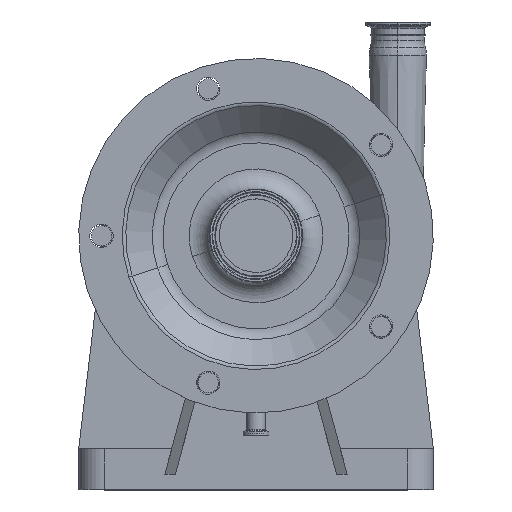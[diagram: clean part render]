
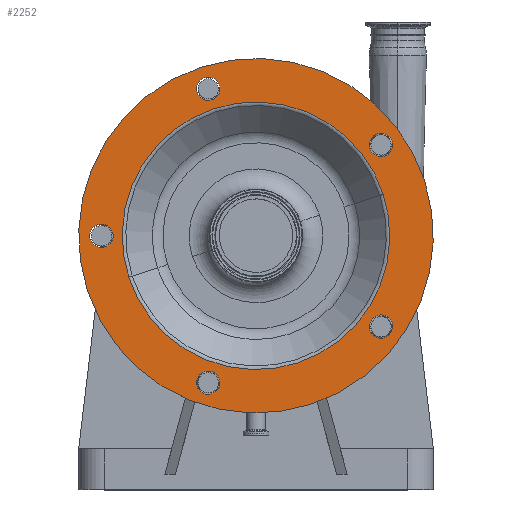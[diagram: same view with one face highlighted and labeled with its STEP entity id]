
A CAD part, top view. The second image highlights one B-rep face of the part: STEP entity #2252.
In plain terms, the highlighted planar face has unit normal (0, 0, 1).
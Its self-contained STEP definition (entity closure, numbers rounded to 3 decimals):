
#97 = EDGE_LOOP ( 'NONE', ( #3120, #3164 ) ) ;
#135 = DIRECTION ( 'NONE',  ( 0.951, 0.309, 0. ) ) ;
#252 = VERTEX_POINT ( 'NONE', #8580 ) ;
#499 = CIRCLE ( 'NONE', #13520, 11.5 ) ;
#595 = DIRECTION ( 'NONE',  ( 0.951, 0.309, 0. ) ) ;
#951 = CARTESIAN_POINT ( 'NONE',  ( -36.188, 148.59, 289.5 ) ) ;
#960 = DIRECTION ( 'NONE',  ( 0.951, 0.309, 0. ) ) ;
#1242 = CARTESIAN_POINT ( 'NONE',  ( 112.438, -93.191, 289.5 ) ) ;
#1249 = CIRCLE ( 'NONE', #11025, 175. ) ;
#1417 = VERTEX_POINT ( 'NONE', #12750 ) ;
#1526 = AXIS2_PLACEMENT_3D ( 'NONE', #8545, #2132, #9682 ) ;
#1801 = DIRECTION ( 'NONE',  ( -0.951, -0.309, 0. ) ) ;
#1872 = DIRECTION ( 'NONE',  ( 0., 0., 1. ) ) ;
#2132 = DIRECTION ( 'NONE',  ( 0., 0., 1. ) ) ;
#2252 = ADVANCED_FACE ( 'NONE', ( #14033, #12422, #13660, #13304, #13677, #11341, #10994 ), #5983, .F. ) ;
#2379 = CARTESIAN_POINT ( 'NONE',  ( -36.188, -141.482, 289.5 ) ) ;
#2488 = EDGE_CURVE ( 'NONE', #7604, #1417, #499, .T. ) ;
#2509 = CARTESIAN_POINT ( 'NONE',  ( 134.312, -86.084, 289.5 ) ) ;
#2618 = EDGE_CURVE ( 'NONE', #8041, #5885, #5427, .T. ) ;
#2715 = EDGE_CURVE ( 'NONE', #10022, #252, #12116, .T. ) ;
#2789 = AXIS2_PLACEMENT_3D ( 'NONE', #13396, #6620, #135 ) ;
#2794 = EDGE_CURVE ( 'NONE', #12383, #10415, #13053, .T. ) ;
#2819 = CARTESIAN_POINT ( 'NONE',  ( 0., 0., 289.5 ) ) ;
#2858 = DIRECTION ( 'NONE',  ( 0., 0., 1. ) ) ;
#2887 = EDGE_CURVE ( 'NONE', #3651, #12370, #7545, .T. ) ;
#2920 = DIRECTION ( 'NONE',  ( 0., 0., 1. ) ) ;
#2953 = CARTESIAN_POINT ( 'NONE',  ( 123.375, 89.637, 289.5 ) ) ;
#3033 = EDGE_CURVE ( 'NONE', #11057, #11872, #1249, .T. ) ;
#3057 = ORIENTED_EDGE ( 'NONE', *, *, #5287, .F. ) ;
#3078 = ORIENTED_EDGE ( 'NONE', *, *, #2488, .F. ) ;
#3120 = ORIENTED_EDGE ( 'NONE', *, *, #5369, .F. ) ;
#3164 = ORIENTED_EDGE ( 'NONE', *, *, #2887, .F. ) ;
#3171 = EDGE_CURVE ( 'NONE', #7900, #4949, #4564, .T. ) ;
#3194 = ORIENTED_EDGE ( 'NONE', *, *, #5398, .F. ) ;
#3197 = ORIENTED_EDGE ( 'NONE', *, *, #2794, .F. ) ;
#3211 = ORIENTED_EDGE ( 'NONE', *, *, #5491, .F. ) ;
#3219 = AXIS2_PLACEMENT_3D ( 'NONE', #14199, #7403, #960 ) ;
#3281 = ORIENTED_EDGE ( 'NONE', *, *, #2715, .F. ) ;
#3303 = ORIENTED_EDGE ( 'NONE', *, *, #3171, .T. ) ;
#3337 = ORIENTED_EDGE ( 'NONE', *, *, #5269, .T. ) ;
#3370 = ORIENTED_EDGE ( 'NONE', *, *, #3033, .F. ) ;
#3387 = ORIENTED_EDGE ( 'NONE', *, *, #5506, .F. ) ;
#3410 = CARTESIAN_POINT ( 'NONE',  ( 0., 0., 289.5 ) ) ;
#3439 = ORIENTED_EDGE ( 'NONE', *, *, #5510, .F. ) ;
#3486 = ORIENTED_EDGE ( 'NONE', *, *, #2618, .F. ) ;
#3651 = VERTEX_POINT ( 'NONE', #9858 ) ;
#3658 = CARTESIAN_POINT ( 'NONE',  ( -166.435, -54.078, 289.5 ) ) ;
#3881 = DIRECTION ( 'NONE',  ( -0.951, -0.309, 0. ) ) ;
#3970 = CARTESIAN_POINT ( 'NONE',  ( 123.375, -89.637, 289.5 ) ) ;
#4015 = DIRECTION ( 'NONE',  ( 0.951, 0.309, 0. ) ) ;
#4418 = DIRECTION ( 'NONE',  ( 0., 0., 1. ) ) ;
#4454 = DIRECTION ( 'NONE',  ( -0.951, -0.309, 0. ) ) ;
#4564 = CIRCLE ( 'NONE', #6047, 132.071 ) ;
#4672 = DIRECTION ( 'NONE',  ( 0., 0., -1. ) ) ;
#4949 = VERTEX_POINT ( 'NONE', #5450 ) ;
#4989 = DIRECTION ( 'NONE',  ( 0.951, 0.309, 0. ) ) ;
#5194 = CARTESIAN_POINT ( 'NONE',  ( -125.607, -40.812, 289.5 ) ) ;
#5269 = EDGE_CURVE ( 'NONE', #4949, #7900, #11754, .T. ) ;
#5287 = EDGE_CURVE ( 'NONE', #1417, #7604, #11541, .T. ) ;
#5369 = EDGE_CURVE ( 'NONE', #12370, #3651, #11570, .T. ) ;
#5398 = EDGE_CURVE ( 'NONE', #10415, #12383, #11527, .T. ) ;
#5427 = CIRCLE ( 'NONE', #3219, 11.5 ) ;
#5450 = CARTESIAN_POINT ( 'NONE',  ( 125.607, 40.812, 289.5 ) ) ;
#5491 = EDGE_CURVE ( 'NONE', #252, #10022, #11692, .T. ) ;
#5506 = EDGE_CURVE ( 'NONE', #11872, #11057, #11506, .T. ) ;
#5510 = EDGE_CURVE ( 'NONE', #5885, #8041, #11512, .T. ) ;
#5885 = VERTEX_POINT ( 'NONE', #951 ) ;
#5983 = PLANE ( 'NONE',  #7294 ) ;
#6047 = AXIS2_PLACEMENT_3D ( 'NONE', #11249, #4672, #12374 ) ;
#6048 = DIRECTION ( 'NONE',  ( 0., 0., -1. ) ) ;
#6620 = DIRECTION ( 'NONE',  ( 0., 0., 1. ) ) ;
#6673 = CARTESIAN_POINT ( 'NONE',  ( 166.435, 54.078, 289.5 ) ) ;
#7055 = DIRECTION ( 'NONE',  ( 0., 0., 1. ) ) ;
#7294 = AXIS2_PLACEMENT_3D ( 'NONE', #12741, #8236, #1801 ) ;
#7403 = DIRECTION ( 'NONE',  ( 0., 0., 1. ) ) ;
#7545 = CIRCLE ( 'NONE', #1526, 11.5 ) ;
#7604 = VERTEX_POINT ( 'NONE', #7970 ) ;
#7900 = VERTEX_POINT ( 'NONE', #5194 ) ;
#7970 = CARTESIAN_POINT ( 'NONE',  ( -163.437, -3.554, 289.5 ) ) ;
#8041 = VERTEX_POINT ( 'NONE', #12391 ) ;
#8127 = CARTESIAN_POINT ( 'NONE',  ( 112.438, 86.084, 289.5 ) ) ;
#8236 = DIRECTION ( 'NONE',  ( 0., 0., -1. ) ) ;
#8296 = CARTESIAN_POINT ( 'NONE',  ( -47.125, 145.036, 289.5 ) ) ;
#8495 = AXIS2_PLACEMENT_3D ( 'NONE', #10941, #4418, #12102 ) ;
#8545 = CARTESIAN_POINT ( 'NONE',  ( -47.125, -145.036, 289.5 ) ) ;
#8580 = CARTESIAN_POINT ( 'NONE',  ( 134.312, 93.191, 289.5 ) ) ;
#9203 = EDGE_LOOP ( 'NONE', ( #3303, #3337 ) ) ;
#9291 = CARTESIAN_POINT ( 'NONE',  ( -152.5, 0., 289.5 ) ) ;
#9347 = CARTESIAN_POINT ( 'NONE',  ( -152.5, 0., 289.5 ) ) ;
#9440 = DIRECTION ( 'NONE',  ( 0.951, 0.309, 0. ) ) ;
#9682 = DIRECTION ( 'NONE',  ( 0.951, 0.309, 0. ) ) ;
#9858 = CARTESIAN_POINT ( 'NONE',  ( -58.062, -148.59, 289.5 ) ) ;
#10022 = VERTEX_POINT ( 'NONE', #8127 ) ;
#10366 = DIRECTION ( 'NONE',  ( 0., 0., -1. ) ) ;
#10414 = DIRECTION ( 'NONE',  ( 0.951, 0.309, 0. ) ) ;
#10415 = VERTEX_POINT ( 'NONE', #2509 ) ;
#10474 = DIRECTION ( 'NONE',  ( 0.951, 0.309, 0. ) ) ;
#10518 = DIRECTION ( 'NONE',  ( 0., 0., 1. ) ) ;
#10941 = CARTESIAN_POINT ( 'NONE',  ( 123.375, 89.637, 289.5 ) ) ;
#10989 = DIRECTION ( 'NONE',  ( 0., 0., -1. ) ) ;
#10994 = FACE_BOUND ( 'NONE', #14055, .T. ) ;
#11025 = AXIS2_PLACEMENT_3D ( 'NONE', #3410, #10989, #4454 ) ;
#11057 = VERTEX_POINT ( 'NONE', #3658 ) ;
#11249 = CARTESIAN_POINT ( 'NONE',  ( 0., 0., 289.5 ) ) ;
#11341 = FACE_OUTER_BOUND ( 'NONE', #14005, .T. ) ;
#11506 = CIRCLE ( 'NONE', #13854, 175. ) ;
#11512 = CIRCLE ( 'NONE', #13561, 11.5 ) ;
#11527 = CIRCLE ( 'NONE', #13945, 11.5 ) ;
#11541 = CIRCLE ( 'NONE', #14229, 11.5 ) ;
#11570 = CIRCLE ( 'NONE', #14054, 11.5 ) ;
#11594 = DIRECTION ( 'NONE',  ( 0., 0., 1. ) ) ;
#11692 = CIRCLE ( 'NONE', #13922, 11.5 ) ;
#11754 = CIRCLE ( 'NONE', #14329, 132.071 ) ;
#11872 = VERTEX_POINT ( 'NONE', #6673 ) ;
#12102 = DIRECTION ( 'NONE',  ( 0.951, 0.309, 0. ) ) ;
#12116 = CIRCLE ( 'NONE', #8495, 11.5 ) ;
#12370 = VERTEX_POINT ( 'NONE', #2379 ) ;
#12374 = DIRECTION ( 'NONE',  ( -0.951, -0.309, 0. ) ) ;
#12383 = VERTEX_POINT ( 'NONE', #1242 ) ;
#12391 = CARTESIAN_POINT ( 'NONE',  ( -58.062, 141.482, 289.5 ) ) ;
#12422 = FACE_BOUND ( 'NONE', #97, .T. ) ;
#12538 = EDGE_LOOP ( 'NONE', ( #3057, #3078 ) ) ;
#12741 = CARTESIAN_POINT ( 'NONE',  ( -54.078, 166.435, 289.5 ) ) ;
#12750 = CARTESIAN_POINT ( 'NONE',  ( -141.563, 3.554, 289.5 ) ) ;
#12802 = CARTESIAN_POINT ( 'NONE',  ( 0., 0., 289.5 ) ) ;
#12969 = EDGE_LOOP ( 'NONE', ( #3211, #3281 ) ) ;
#13053 = CIRCLE ( 'NONE', #2789, 11.5 ) ;
#13197 = EDGE_LOOP ( 'NONE', ( #3194, #3197 ) ) ;
#13304 = FACE_BOUND ( 'NONE', #12969, .T. ) ;
#13396 = CARTESIAN_POINT ( 'NONE',  ( 123.375, -89.637, 289.5 ) ) ;
#13520 = AXIS2_PLACEMENT_3D ( 'NONE', #9347, #2920, #10474 ) ;
#13561 = AXIS2_PLACEMENT_3D ( 'NONE', #8296, #1872, #9440 ) ;
#13660 = FACE_BOUND ( 'NONE', #13197, .T. ) ;
#13677 = FACE_BOUND ( 'NONE', #9203, .T. ) ;
#13841 = CARTESIAN_POINT ( 'NONE',  ( -47.125, -145.036, 289.5 ) ) ;
#13854 = AXIS2_PLACEMENT_3D ( 'NONE', #12802, #6048, #13939 ) ;
#13922 = AXIS2_PLACEMENT_3D ( 'NONE', #2953, #10518, #4015 ) ;
#13939 = DIRECTION ( 'NONE',  ( -0.951, -0.309, 0. ) ) ;
#13945 = AXIS2_PLACEMENT_3D ( 'NONE', #3970, #11594, #4989 ) ;
#14005 = EDGE_LOOP ( 'NONE', ( #3370, #3387 ) ) ;
#14033 = FACE_BOUND ( 'NONE', #12538, .T. ) ;
#14054 = AXIS2_PLACEMENT_3D ( 'NONE', #13841, #7055, #595 ) ;
#14055 = EDGE_LOOP ( 'NONE', ( #3439, #3486 ) ) ;
#14199 = CARTESIAN_POINT ( 'NONE',  ( -47.125, 145.036, 289.5 ) ) ;
#14229 = AXIS2_PLACEMENT_3D ( 'NONE', #9291, #2858, #10414 ) ;
#14329 = AXIS2_PLACEMENT_3D ( 'NONE', #2819, #10366, #3881 ) ;
